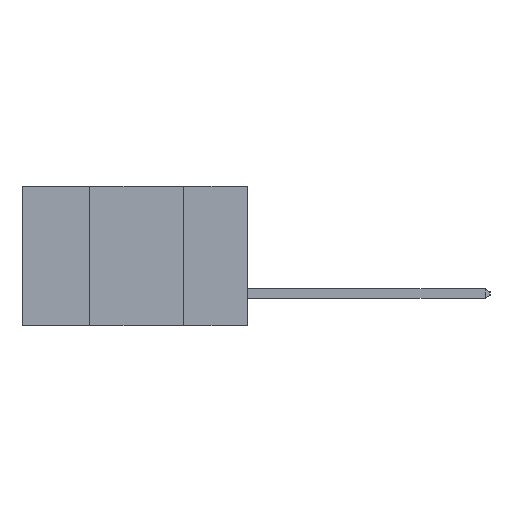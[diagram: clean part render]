
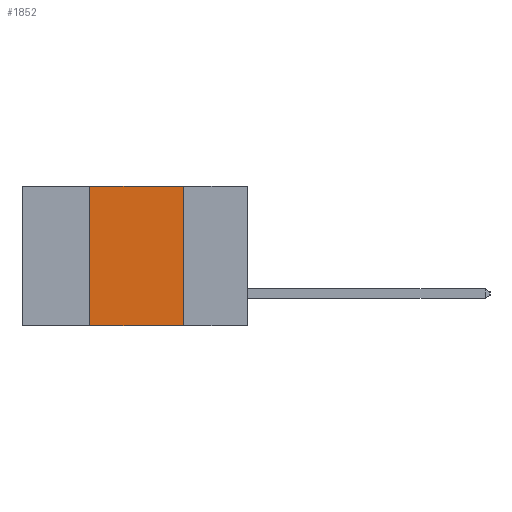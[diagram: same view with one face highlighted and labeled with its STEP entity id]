
A CAD part, left-side view. The second image highlights one B-rep face of the part: STEP entity #1852.
In plain terms, the highlighted planar face has unit normal (-1, 0, 0).
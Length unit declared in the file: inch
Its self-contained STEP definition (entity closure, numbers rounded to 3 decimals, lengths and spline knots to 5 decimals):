
#451 = ORIENTED_EDGE ( 'NONE', *, *, #16431, .F. ) ;
#828 = EDGE_LOOP ( 'NONE', ( #6390, #2779, #451, #16614 ) ) ;
#1544 = VERTEX_POINT ( 'NONE', #14999 ) ;
#1852 = ADVANCED_FACE ( 'NONE', ( #19095 ), #4587, .F. ) ;
#2779 = ORIENTED_EDGE ( 'NONE', *, *, #10812, .F. ) ;
#4200 = VECTOR ( 'NONE', #14122, 39.37008 ) ;
#4289 = DIRECTION ( 'NONE',  ( 0., 0., -1. ) ) ;
#4329 = DIRECTION ( 'NONE',  ( 1., 0., 0. ) ) ;
#4352 = CARTESIAN_POINT ( 'NONE',  ( 0., 0.6, 0. ) ) ;
#4587 = PLANE ( 'NONE',  #26861 ) ;
#6029 = CARTESIAN_POINT ( 'NONE',  ( 0., 0.6, -0.37 ) ) ;
#6390 = ORIENTED_EDGE ( 'NONE', *, *, #21136, .F. ) ;
#7005 = VECTOR ( 'NONE', #16770, 39.37008 ) ;
#10358 = LINE ( 'NONE', #28044, #4200 ) ;
#10471 = CARTESIAN_POINT ( 'NONE',  ( 0., 0.42, -0.37 ) ) ;
#10812 = EDGE_CURVE ( 'NONE', #1544, #14591, #13912, .T. ) ;
#11177 = VECTOR ( 'NONE', #17802, 39.37008 ) ;
#11748 = EDGE_CURVE ( 'NONE', #21541, #11816, #20666, .T. ) ;
#11816 = VERTEX_POINT ( 'NONE', #13229 ) ;
#13229 = CARTESIAN_POINT ( 'NONE',  ( 0., 0.17, -0.37 ) ) ;
#13912 = LINE ( 'NONE', #21338, #7005 ) ;
#14122 = DIRECTION ( 'NONE',  ( 0., 0., 1. ) ) ;
#14591 = VERTEX_POINT ( 'NONE', #24682 ) ;
#14999 = CARTESIAN_POINT ( 'NONE',  ( 0., 0.42, 0. ) ) ;
#15466 = CARTESIAN_POINT ( 'NONE',  ( 0., 0.17, 0. ) ) ;
#16431 = EDGE_CURVE ( 'NONE', #21541, #1544, #10358, .T. ) ;
#16614 = ORIENTED_EDGE ( 'NONE', *, *, #11748, .T. ) ;
#16770 = DIRECTION ( 'NONE',  ( 0., -1., 0. ) ) ;
#17728 = DIRECTION ( 'NONE',  ( 0., -1., 0. ) ) ;
#17802 = DIRECTION ( 'NONE',  ( 0., 0., -1. ) ) ;
#19095 = FACE_OUTER_BOUND ( 'NONE', #828, .T. ) ;
#19215 = VECTOR ( 'NONE', #17728, 39.37008 ) ;
#20666 = LINE ( 'NONE', #6029, #19215 ) ;
#21136 = EDGE_CURVE ( 'NONE', #14591, #11816, #29728, .T. ) ;
#21338 = CARTESIAN_POINT ( 'NONE',  ( 0., 0.6, 0. ) ) ;
#21541 = VERTEX_POINT ( 'NONE', #10471 ) ;
#24682 = CARTESIAN_POINT ( 'NONE',  ( 0., 0.17, 0. ) ) ;
#26861 = AXIS2_PLACEMENT_3D ( 'NONE', #4352, #4329, #4289 ) ;
#28044 = CARTESIAN_POINT ( 'NONE',  ( 0., 0.42, 0. ) ) ;
#29728 = LINE ( 'NONE', #15466, #11177 ) ;
